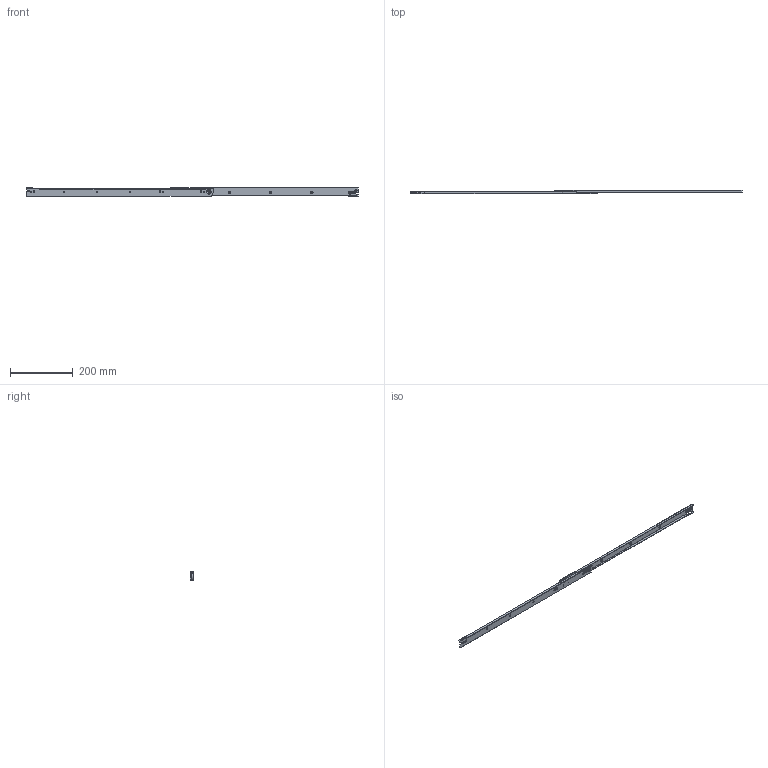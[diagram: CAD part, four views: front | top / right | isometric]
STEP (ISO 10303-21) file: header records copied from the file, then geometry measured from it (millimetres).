
FILE_DESCRIPTION((''),'2;1');
FILE_NAME('','2005-12-14T16:30:55',(''),(''),'','CADfix','');
FILE_SCHEMA(('AUTOMOTIVE_DESIGN'));
Length unit declared in the file: millimetre
Products named in the file (4): roller; member_B; member_A; TM_211_7_1364_36
Assembly tree (4 placements, depth 2):
  TM_211_7_1364_36
    roller  x2
    member_B
    member_A
Bounding box: 1056 x 12.5 x 28.5 mm (x, y, z)
Volume: 63215.1 mm3; surface area: 85500.4 mm2
Topology: 4 solids, 4 shells, 187 faces, 619 edges, 442 vertices
Faces by surface type: bspline 187
Entity records: 6692 total; most frequent: CARTESIAN_POINT 3387, ORIENTED_EDGE 1178, EDGE_CURVE 589, VERTEX_POINT 418, QUASI_UNIFORM_CURVE 295, EDGE_LOOP 225, FACE_OUTER_BOUND 177, ADVANCED_FACE 177
